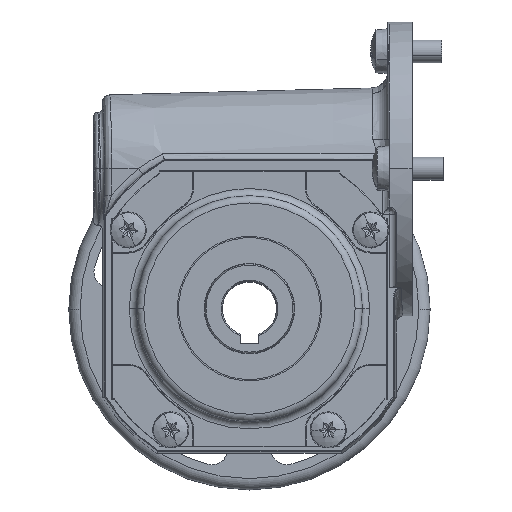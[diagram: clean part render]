
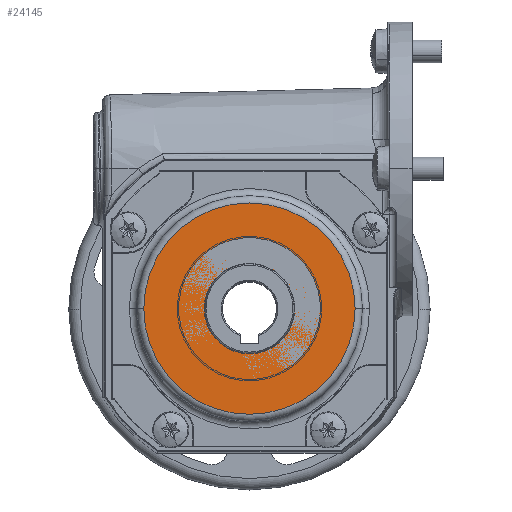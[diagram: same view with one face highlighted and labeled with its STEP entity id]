
A CAD part, top view. The second image highlights one B-rep face of the part: STEP entity #24145.
In plain terms, the highlighted planar face has unit normal (0, 0, 1).
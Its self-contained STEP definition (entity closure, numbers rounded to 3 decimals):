
#1061 = DIRECTION ( 'NONE',  ( -1., 0., 0. ) ) ;
#3597 = VERTEX_POINT ( 'NONE', #22449 ) ;
#4571 = EDGE_LOOP ( 'NONE', ( #29781, #9195, #30130, #6225, #38921, #36811 ) ) ;
#4578 = VECTOR ( 'NONE', #19341, 1000. ) ;
#4910 = AXIS2_PLACEMENT_3D ( 'NONE', #36589, #16303, #39939 ) ;
#5016 = CARTESIAN_POINT ( 'NONE',  ( -2., -38.8, 30.5 ) ) ;
#5062 = DIRECTION ( 'NONE',  ( 0., 0., 1. ) ) ;
#5375 = EDGE_CURVE ( 'NONE', #39136, #19653, #33624, .T. ) ;
#5635 = LINE ( 'NONE', #43084, #4578 ) ;
#5836 = LINE ( 'NONE', #7467, #39607 ) ;
#6225 = ORIENTED_EDGE ( 'NONE', *, *, #7631, .T. ) ;
#6500 = CARTESIAN_POINT ( 'NONE',  ( -2., -36.657, 30.5 ) ) ;
#6607 = AXIS2_PLACEMENT_3D ( 'NONE', #34456, #14184, #37850 ) ;
#6756 = CIRCLE ( 'NONE', #4910, 6. ) ;
#6885 = DIRECTION ( 'NONE',  ( 0., 0., 1. ) ) ;
#7467 = CARTESIAN_POINT ( 'NONE',  ( 0., -38.8, 30.5 ) ) ;
#7631 = EDGE_CURVE ( 'NONE', #37410, #40809, #5635, .T. ) ;
#7769 = CARTESIAN_POINT ( 'NONE',  ( 0., -31., 30.5 ) ) ;
#9195 = ORIENTED_EDGE ( 'NONE', *, *, #21865, .T. ) ;
#9935 = EDGE_CURVE ( 'Defeature ausgef�hrt159_33+Defeature ausgef�hrt159_37+Defeature ausgef�hrt159_37+Defeature ausgef�hrt159_37', #3597, #12206, #12293, .T. ) ;
#10207 = EDGE_CURVE ( 'Defeature ausgef�hrt159_33+Defeature ausgef�hrt159_37+Defeature ausgef�hrt159_37+Defeature ausgef�hrt159_37', #12206, #3597, #27615, .T. ) ;
#11139 = DIRECTION ( 'NONE',  ( 0., 1., 0. ) ) ;
#12206 = VERTEX_POINT ( 'NONE', #25949 ) ;
#12293 = CIRCLE ( 'NONE', #33131, 23.4 ) ;
#14184 = DIRECTION ( 'NONE',  ( 0., 0., 1. ) ) ;
#14438 = EDGE_CURVE ( 'NONE', #19653, #17367, #43677, .T. ) ;
#16303 = DIRECTION ( 'NONE',  ( 0., 0., 1. ) ) ;
#17173 = DIRECTION ( 'NONE',  ( 0., 0., -1. ) ) ;
#17367 = VERTEX_POINT ( 'NONE', #35086 ) ;
#18859 = AXIS2_PLACEMENT_3D ( 'NONE', #27397, #17173, #1061 ) ;
#19341 = DIRECTION ( 'NONE',  ( 0., 1., 0. ) ) ;
#19653 = VERTEX_POINT ( 'NONE', #24808 ) ;
#21750 = EDGE_LOOP ( 'NONE', ( #25874, #23926 ) ) ;
#21865 = EDGE_CURVE ( 'NONE', #39136, #40679, #38481, .T. ) ;
#22177 = EDGE_CURVE ( 'NONE', #17367, #40809, #6756, .T. ) ;
#22449 = CARTESIAN_POINT ( 'NONE',  ( -23.4, -31., 30.5 ) ) ;
#23926 = ORIENTED_EDGE ( 'NONE', *, *, #10207, .T. ) ;
#24145 = ADVANCED_FACE ( 'Defeature ausgef�hrt159_33', ( #36107, #32881 ), #38202, .F. ) ;
#24251 = AXIS2_PLACEMENT_3D ( 'NONE', #7769, #31350, #11139 ) ;
#24659 = CARTESIAN_POINT ( 'NONE',  ( 2., -6., 30.5 ) ) ;
#24808 = CARTESIAN_POINT ( 'NONE',  ( 6., -31., 30.5 ) ) ;
#25311 = CARTESIAN_POINT ( 'NONE',  ( 0., -31., 30.5 ) ) ;
#25874 = ORIENTED_EDGE ( 'NONE', *, *, #9935, .T. ) ;
#25949 = CARTESIAN_POINT ( 'NONE',  ( 23.4, -31., 30.5 ) ) ;
#27102 = CARTESIAN_POINT ( 'NONE',  ( 0., -31., 30.5 ) ) ;
#27397 = CARTESIAN_POINT ( 'NONE',  ( 0., -6., 30.5 ) ) ;
#27615 = CIRCLE ( 'NONE', #36018, 23.4 ) ;
#28061 = DIRECTION ( 'NONE',  ( 0., -1., 0. ) ) ;
#28437 = VECTOR ( 'NONE', #28061, 1000. ) ;
#28693 = DIRECTION ( 'NONE',  ( -1., 0., 0. ) ) ;
#29781 = ORIENTED_EDGE ( 'NONE', *, *, #5375, .F. ) ;
#30130 = ORIENTED_EDGE ( 'NONE', *, *, #42308, .T. ) ;
#30481 = DIRECTION ( 'NONE',  ( -1., 0., 0. ) ) ;
#31350 = DIRECTION ( 'NONE',  ( 0., 0., 1. ) ) ;
#32881 = FACE_OUTER_BOUND ( 'NONE', #21750, .T. ) ;
#33131 = AXIS2_PLACEMENT_3D ( 'NONE', #27102, #6885, #30481 ) ;
#33624 = CIRCLE ( 'NONE', #6607, 6. ) ;
#34456 = CARTESIAN_POINT ( 'NONE',  ( 0., -31., 30.5 ) ) ;
#34473 = DIRECTION ( 'NONE',  ( -1., 0., 0. ) ) ;
#34840 = CARTESIAN_POINT ( 'NONE',  ( 2., -36.657, 30.5 ) ) ;
#35086 = CARTESIAN_POINT ( 'NONE',  ( -6., -31., 30.5 ) ) ;
#35903 = CARTESIAN_POINT ( 'NONE',  ( 2., -38.8, 30.5 ) ) ;
#36018 = AXIS2_PLACEMENT_3D ( 'NONE', #25311, #5062, #28693 ) ;
#36107 = FACE_BOUND ( 'NONE', #4571, .T. ) ;
#36589 = CARTESIAN_POINT ( 'NONE',  ( 0., -31., 30.5 ) ) ;
#36811 = ORIENTED_EDGE ( 'NONE', *, *, #14438, .F. ) ;
#37410 = VERTEX_POINT ( 'NONE', #5016 ) ;
#37850 = DIRECTION ( 'NONE',  ( 0., 1., 0. ) ) ;
#38202 = PLANE ( 'NONE',  #18859 ) ;
#38481 = LINE ( 'NONE', #24659, #28437 ) ;
#38921 = ORIENTED_EDGE ( 'NONE', *, *, #22177, .F. ) ;
#39136 = VERTEX_POINT ( 'NONE', #34840 ) ;
#39607 = VECTOR ( 'NONE', #34473, 1000. ) ;
#39939 = DIRECTION ( 'NONE',  ( 0., 1., 0. ) ) ;
#40679 = VERTEX_POINT ( 'NONE', #35903 ) ;
#40809 = VERTEX_POINT ( 'NONE', #6500 ) ;
#42308 = EDGE_CURVE ( 'NONE', #40679, #37410, #5836, .T. ) ;
#43084 = CARTESIAN_POINT ( 'NONE',  ( -2., -6., 30.5 ) ) ;
#43677 = CIRCLE ( 'NONE', #24251, 6. ) ;
